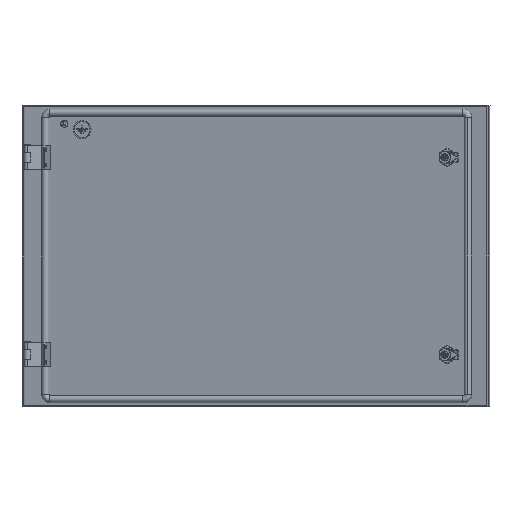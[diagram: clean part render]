
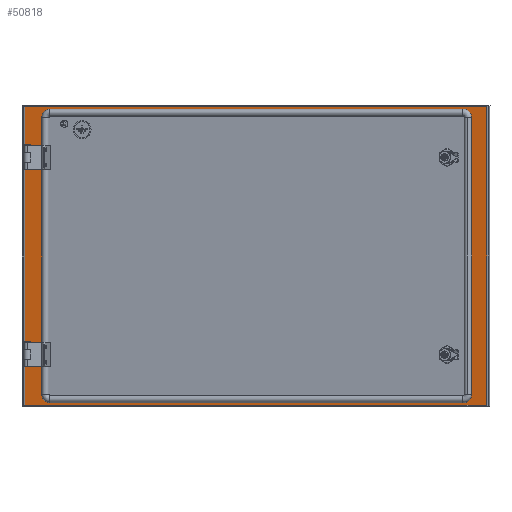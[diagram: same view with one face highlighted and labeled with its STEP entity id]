
A CAD part, left-side view. The second image highlights one B-rep face of the part: STEP entity #50818.
In plain terms, the highlighted planar face has unit normal (-0.966, 0.259, 0).
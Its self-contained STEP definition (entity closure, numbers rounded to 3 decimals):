
#1263 = VERTEX_POINT ( 'NONE', #94619 ) ;
#1850 = EDGE_CURVE ( 'NONE', #65324, #97653, #35596, .T. ) ;
#2443 = AXIS2_PLACEMENT_3D ( 'NONE', #108102, #57633, #99788 ) ;
#3244 = LINE ( 'NONE', #69821, #56004 ) ;
#4051 = ORIENTED_EDGE ( 'NONE', *, *, #51274, .T. ) ;
#4531 = VECTOR ( 'NONE', #53878, 1000. ) ;
#6106 = EDGE_CURVE ( 'NONE', #1263, #106773, #94989, .T. ) ;
#6198 = ORIENTED_EDGE ( 'NONE', *, *, #45642, .T. ) ;
#7017 = CARTESIAN_POINT ( 'NONE',  ( -190.497, -697.277, 271. ) ) ;
#8263 = DIRECTION ( 'NONE',  ( -0.259, -0.966, 0. ) ) ;
#9179 = EDGE_CURVE ( 'NONE', #106773, #101051, #93730, .T. ) ;
#10046 = CARTESIAN_POINT ( 'NONE',  ( -182.998, -669.263, 253. ) ) ;
#10682 = DIRECTION ( 'NONE',  ( -0.259, -0.966, 0. ) ) ;
#12201 = CIRCLE ( 'NONE', #88383, 14. ) ;
#13461 = VECTOR ( 'NONE', #77648, 1000. ) ;
#13736 = ORIENTED_EDGE ( 'NONE', *, *, #1850, .T. ) ;
#14615 = CIRCLE ( 'NONE', #67786, 0.5 ) ;
#16125 = DIRECTION ( 'NONE',  ( 0., 0., -1. ) ) ;
#16785 = DIRECTION ( 'NONE',  ( -0.966, 0.259, 0. ) ) ;
#18645 = CARTESIAN_POINT ( 'NONE',  ( 9.9, 51.366, -137.5 ) ) ;
#19691 = ORIENTED_EDGE ( 'NONE', *, *, #96227, .F. ) ;
#19877 = CIRCLE ( 'NONE', #26956, 0.5 ) ;
#19996 = LINE ( 'NONE', #106011, #4531 ) ;
#20508 = VERTEX_POINT ( 'NONE', #57639 ) ;
#20551 = AXIS2_PLACEMENT_3D ( 'NONE', #70843, #80763, #80229 ) ;
#20903 = DIRECTION ( 'NONE',  ( -0.259, -0.966, 0. ) ) ;
#22624 = CARTESIAN_POINT ( 'NONE',  ( 14.037, 66.822, 25. ) ) ;
#24183 = ORIENTED_EDGE ( 'NONE', *, *, #64086, .T. ) ;
#25287 = ORIENTED_EDGE ( 'NONE', *, *, #97024, .T. ) ;
#25568 = CIRCLE ( 'NONE', #52236, 14. ) ;
#25834 = ORIENTED_EDGE ( 'NONE', *, *, #34009, .T. ) ;
#26049 = DIRECTION ( 'NONE',  ( 0.966, -0.259, 0. ) ) ;
#26956 = AXIS2_PLACEMENT_3D ( 'NONE', #35357, #69268, #103070 ) ;
#27733 = CARTESIAN_POINT ( 'NONE',  ( 14.037, 66.822, -221. ) ) ;
#30395 = LINE ( 'NONE', #22624, #95189 ) ;
#32001 = EDGE_LOOP ( 'NONE', ( #25287, #65118, #6198, #4051 ) ) ;
#32821 = VERTEX_POINT ( 'NONE', #101851 ) ;
#34009 = EDGE_CURVE ( 'NONE', #97653, #52598, #56563, .T. ) ;
#35357 = CARTESIAN_POINT ( 'NONE',  ( 9.9, 51.366, 187.5 ) ) ;
#35596 = LINE ( 'NONE', #77802, #98744 ) ;
#35868 = CARTESIAN_POINT ( 'NONE',  ( 10.029, 51.849, -137.5 ) ) ;
#37133 = CARTESIAN_POINT ( 'NONE',  ( 2.918, 25.285, 253. ) ) ;
#38954 = CARTESIAN_POINT ( 'NONE',  ( 10.029, 51.849, 187.5 ) ) ;
#40563 = VERTEX_POINT ( 'NONE', #10046 ) ;
#41884 = VECTOR ( 'NONE', #108831, 1000. ) ;
#42014 = CARTESIAN_POINT ( 'NONE',  ( -182.998, -669.263, -203. ) ) ;
#45642 = EDGE_CURVE ( 'NONE', #20508, #51809, #19996, .T. ) ;
#45846 = PLANE ( 'NONE',  #20551 ) ;
#46936 = FACE_BOUND ( 'NONE', #106399, .T. ) ;
#47912 = EDGE_CURVE ( 'NONE', #40563, #101051, #49506, .T. ) ;
#49506 = LINE ( 'NONE', #76631, #41884 ) ;
#50634 = VERTEX_POINT ( 'NONE', #91437 ) ;
#50818 = ADVANCED_FACE ( 'NONE', ( #71382, #79139, #53071, #46936 ), #45846, .F. ) ;
#50942 = CARTESIAN_POINT ( 'NONE',  ( -88.23, -315.227, -221. ) ) ;
#51184 = ORIENTED_EDGE ( 'NONE', *, *, #101254, .F. ) ;
#51198 = AXIS2_PLACEMENT_3D ( 'NONE', #58325, #101542, #16125 ) ;
#51274 = EDGE_CURVE ( 'NONE', #51809, #32821, #77094, .T. ) ;
#51799 = ORIENTED_EDGE ( 'NONE', *, *, #79275, .F. ) ;
#51809 = VERTEX_POINT ( 'NONE', #7017 ) ;
#52236 = AXIS2_PLACEMENT_3D ( 'NONE', #77702, #26049, #69950 ) ;
#52598 = VERTEX_POINT ( 'NONE', #64983 ) ;
#52829 = CARTESIAN_POINT ( 'NONE',  ( 2.918, 25.285, -217. ) ) ;
#53071 = FACE_BOUND ( 'NONE', #91764, .T. ) ;
#53073 = DIRECTION ( 'NONE',  ( -0.966, 0.259, 0. ) ) ;
#53878 = DIRECTION ( 'NONE',  ( 0., 0., 1. ) ) ;
#56004 = VECTOR ( 'NONE', #86990, 1000. ) ;
#56563 = CIRCLE ( 'NONE', #109671, 14. ) ;
#57633 = DIRECTION ( 'NONE',  ( -0.966, 0.259, 0. ) ) ;
#57639 = CARTESIAN_POINT ( 'NONE',  ( -190.497, -697.277, -221. ) ) ;
#58325 = CARTESIAN_POINT ( 'NONE',  ( -179.378, -655.739, -203. ) ) ;
#58521 = CARTESIAN_POINT ( 'NONE',  ( -179.378, -655.739, -217. ) ) ;
#59784 = CIRCLE ( 'NONE', #88161, 0.5 ) ;
#60453 = CARTESIAN_POINT ( 'NONE',  ( -88.23, -315.227, 271. ) ) ;
#61733 = ORIENTED_EDGE ( 'NONE', *, *, #47912, .T. ) ;
#62976 = EDGE_CURVE ( 'NONE', #52598, #89603, #3244, .T. ) ;
#64086 = EDGE_CURVE ( 'NONE', #89603, #40563, #25568, .T. ) ;
#64983 = CARTESIAN_POINT ( 'NONE',  ( 2.918, 25.285, 267. ) ) ;
#65118 = ORIENTED_EDGE ( 'NONE', *, *, #102969, .T. ) ;
#65324 = VERTEX_POINT ( 'NONE', #87634 ) ;
#66437 = ORIENTED_EDGE ( 'NONE', *, *, #9179, .F. ) ;
#67786 = AXIS2_PLACEMENT_3D ( 'NONE', #81375, #72570, #20903 ) ;
#69022 = EDGE_LOOP ( 'NONE', ( #51799, #77893 ) ) ;
#69268 = DIRECTION ( 'NONE',  ( -0.966, 0.259, 0. ) ) ;
#69821 = CARTESIAN_POINT ( 'NONE',  ( 2.918, 25.285, 267. ) ) ;
#69950 = DIRECTION ( 'NONE',  ( 0., 0., 1. ) ) ;
#70768 = VERTEX_POINT ( 'NONE', #98363 ) ;
#70843 = CARTESIAN_POINT ( 'NONE',  ( -88.23, -315.227, 25. ) ) ;
#71351 = ORIENTED_EDGE ( 'NONE', *, *, #79358, .F. ) ;
#71382 = FACE_OUTER_BOUND ( 'NONE', #32001, .T. ) ;
#72570 = DIRECTION ( 'NONE',  ( -0.966, 0.259, 0. ) ) ;
#74321 = DIRECTION ( 'NONE',  ( 0., 0., -1. ) ) ;
#76631 = CARTESIAN_POINT ( 'NONE',  ( -182.998, -669.263, 253. ) ) ;
#76795 = CIRCLE ( 'NONE', #2443, 0.5 ) ;
#77094 = LINE ( 'NONE', #60453, #13461 ) ;
#77648 = DIRECTION ( 'NONE',  ( 0.259, 0.966, 0. ) ) ;
#77702 = CARTESIAN_POINT ( 'NONE',  ( -179.378, -655.739, 253. ) ) ;
#77802 = CARTESIAN_POINT ( 'NONE',  ( 6.538, 38.808, 25. ) ) ;
#77893 = ORIENTED_EDGE ( 'NONE', *, *, #108889, .F. ) ;
#79139 = FACE_BOUND ( 'NONE', #69022, .T. ) ;
#79275 = EDGE_CURVE ( 'NONE', #70768, #104493, #19877, .T. ) ;
#79358 = EDGE_CURVE ( 'NONE', #97226, #50634, #14615, .T. ) ;
#79881 = DIRECTION ( 'NONE',  ( 0.259, 0.966, 0. ) ) ;
#80229 = DIRECTION ( 'NONE',  ( 0.259, 0.966, 0. ) ) ;
#80763 = DIRECTION ( 'NONE',  ( 0.966, -0.259, 0. ) ) ;
#81375 = CARTESIAN_POINT ( 'NONE',  ( 9.9, 51.366, -137.5 ) ) ;
#86658 = DIRECTION ( 'NONE',  ( 0., 0., 1. ) ) ;
#86990 = DIRECTION ( 'NONE',  ( -0.259, -0.966, 0. ) ) ;
#87634 = CARTESIAN_POINT ( 'NONE',  ( 6.538, 38.808, -203. ) ) ;
#87647 = DIRECTION ( 'NONE',  ( 0.966, -0.259, 0. ) ) ;
#88161 = AXIS2_PLACEMENT_3D ( 'NONE', #18645, #53073, #101368 ) ;
#88345 = CARTESIAN_POINT ( 'NONE',  ( 6.538, 38.808, 253. ) ) ;
#88383 = AXIS2_PLACEMENT_3D ( 'NONE', #92829, #16785, #93365 ) ;
#89199 = ORIENTED_EDGE ( 'NONE', *, *, #62976, .T. ) ;
#89603 = VERTEX_POINT ( 'NONE', #92880 ) ;
#91437 = CARTESIAN_POINT ( 'NONE',  ( 9.77, 50.883, -137.5 ) ) ;
#91764 = EDGE_LOOP ( 'NONE', ( #51184, #71351 ) ) ;
#92829 = CARTESIAN_POINT ( 'NONE',  ( 2.918, 25.285, -203. ) ) ;
#92880 = CARTESIAN_POINT ( 'NONE',  ( -179.378, -655.739, 267. ) ) ;
#93365 = DIRECTION ( 'NONE',  ( 0.259, 0.966, 0. ) ) ;
#93412 = VERTEX_POINT ( 'NONE', #27733 ) ;
#93730 = CIRCLE ( 'NONE', #51198, 14. ) ;
#94173 = LINE ( 'NONE', #50942, #102455 ) ;
#94619 = CARTESIAN_POINT ( 'NONE',  ( 2.918, 25.285, -217. ) ) ;
#94989 = LINE ( 'NONE', #52829, #104345 ) ;
#95189 = VECTOR ( 'NONE', #74321, 1000. ) ;
#96227 = EDGE_CURVE ( 'NONE', #65324, #1263, #12201, .T. ) ;
#97024 = EDGE_CURVE ( 'NONE', #32821, #93412, #30395, .T. ) ;
#97226 = VERTEX_POINT ( 'NONE', #35868 ) ;
#97653 = VERTEX_POINT ( 'NONE', #88345 ) ;
#98363 = CARTESIAN_POINT ( 'NONE',  ( 9.77, 50.883, 187.5 ) ) ;
#98512 = ORIENTED_EDGE ( 'NONE', *, *, #6106, .F. ) ;
#98744 = VECTOR ( 'NONE', #86658, 1000. ) ;
#99788 = DIRECTION ( 'NONE',  ( -0.259, -0.966, 0. ) ) ;
#101051 = VERTEX_POINT ( 'NONE', #42014 ) ;
#101254 = EDGE_CURVE ( 'NONE', #50634, #97226, #59784, .T. ) ;
#101368 = DIRECTION ( 'NONE',  ( -0.259, -0.966, 0. ) ) ;
#101542 = DIRECTION ( 'NONE',  ( -0.966, 0.259, 0. ) ) ;
#101851 = CARTESIAN_POINT ( 'NONE',  ( 14.037, 66.822, 271. ) ) ;
#102455 = VECTOR ( 'NONE', #8263, 1000. ) ;
#102969 = EDGE_CURVE ( 'NONE', #93412, #20508, #94173, .T. ) ;
#103070 = DIRECTION ( 'NONE',  ( -0.259, -0.966, 0. ) ) ;
#104345 = VECTOR ( 'NONE', #10682, 1000. ) ;
#104493 = VERTEX_POINT ( 'NONE', #38954 ) ;
#106011 = CARTESIAN_POINT ( 'NONE',  ( -190.497, -697.277, 25. ) ) ;
#106399 = EDGE_LOOP ( 'NONE', ( #19691, #13736, #25834, #89199, #24183, #61733, #66437, #98512 ) ) ;
#106773 = VERTEX_POINT ( 'NONE', #58521 ) ;
#108102 = CARTESIAN_POINT ( 'NONE',  ( 9.9, 51.366, 187.5 ) ) ;
#108831 = DIRECTION ( 'NONE',  ( 0., 0., -1. ) ) ;
#108889 = EDGE_CURVE ( 'NONE', #104493, #70768, #76795, .T. ) ;
#109671 = AXIS2_PLACEMENT_3D ( 'NONE', #37133, #87647, #79881 ) ;
